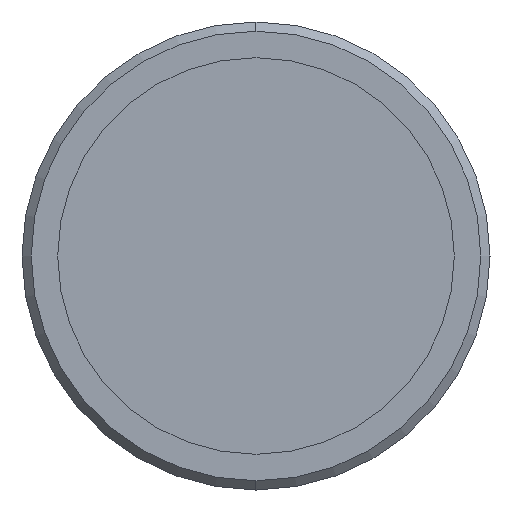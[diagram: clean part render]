
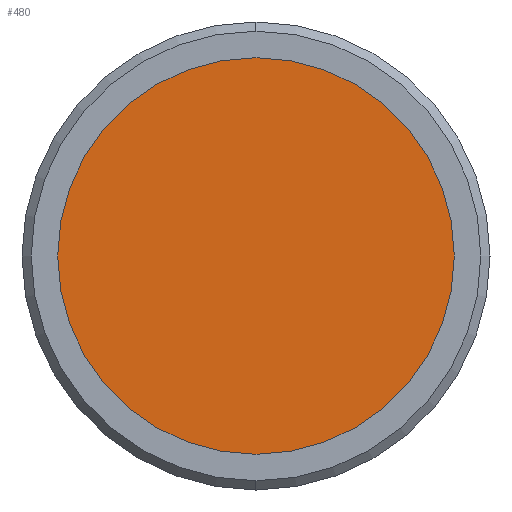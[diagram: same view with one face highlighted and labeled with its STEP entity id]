
A CAD part, left-side view. The second image highlights one B-rep face of the part: STEP entity #480.
In plain terms, the highlighted planar face has unit normal (-1, 0, 0).
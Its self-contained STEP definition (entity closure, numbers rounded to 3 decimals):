
#9 = CARTESIAN_POINT ( 'NONE',  ( -204.5, -19.568, 32.2 ) ) ;
#91 = FACE_OUTER_BOUND ( 'NONE', #389, .T. ) ;
#116 = EDGE_CURVE ( 'NONE', #153, #637, #251, .T. ) ;
#153 = VERTEX_POINT ( 'NONE', #9 ) ;
#190 = CARTESIAN_POINT ( 'NONE',  ( -204.5, -19.568, 0. ) ) ;
#212 = AXIS2_PLACEMENT_3D ( 'NONE', #190, #941, #496 ) ;
#239 = DIRECTION ( 'NONE',  ( 0., 0., -1. ) ) ;
#251 = CIRCLE ( 'NONE', #616, 32.2 ) ;
#255 = CARTESIAN_POINT ( 'NONE',  ( -204.5, -19.568, -32.2 ) ) ;
#279 = ORIENTED_EDGE ( 'NONE', *, *, #116, .T. ) ;
#308 = DIRECTION ( 'NONE',  ( 1., 0., 0. ) ) ;
#320 = EDGE_CURVE ( 'NONE', #637, #153, #642, .T. ) ;
#389 = EDGE_LOOP ( 'NONE', ( #279, #450 ) ) ;
#450 = ORIENTED_EDGE ( 'NONE', *, *, #320, .T. ) ;
#466 = DIRECTION ( 'NONE',  ( -1., 0., 0. ) ) ;
#480 = ADVANCED_FACE ( 'NONE', ( #91 ), #840, .F. ) ;
#496 = DIRECTION ( 'NONE',  ( 0., 0., 1. ) ) ;
#596 = CARTESIAN_POINT ( 'NONE',  ( -204.5, -19.568, 0. ) ) ;
#616 = AXIS2_PLACEMENT_3D ( 'NONE', #596, #466, #926 ) ;
#637 = VERTEX_POINT ( 'NONE', #255 ) ;
#642 = CIRCLE ( 'NONE', #212, 32.2 ) ;
#688 = CARTESIAN_POINT ( 'NONE',  ( -204.5, 12.632, 0. ) ) ;
#840 = PLANE ( 'NONE',  #955 ) ;
#926 = DIRECTION ( 'NONE',  ( 0., 0., 1. ) ) ;
#941 = DIRECTION ( 'NONE',  ( -1., 0., 0. ) ) ;
#955 = AXIS2_PLACEMENT_3D ( 'NONE', #688, #308, #239 ) ;
